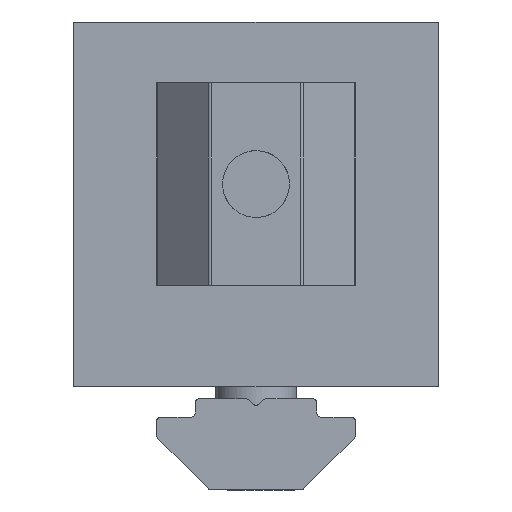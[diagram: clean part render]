
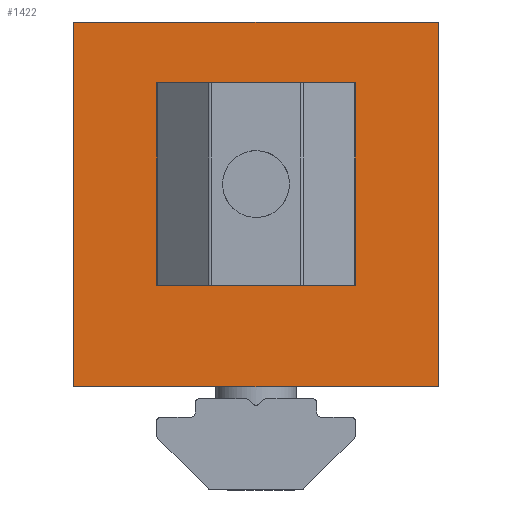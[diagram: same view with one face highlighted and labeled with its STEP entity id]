
A CAD part, front view. The second image highlights one B-rep face of the part: STEP entity #1422.
In plain terms, the highlighted face is planar.
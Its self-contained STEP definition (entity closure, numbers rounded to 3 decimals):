
#1422=ADVANCED_FACE('',(#1533,#1534),#1535,.T.);
#1533=FACE_BOUND('',#1702,.T.);
#1534=FACE_OUTER_BOUND('',#1703,.T.);
#1535=PLANE('',#1704);
#1702=EDGE_LOOP('',(#1905,#1906,#1907,#1908,#1909,#1910,#1911,#1912));
#1703=EDGE_LOOP('',(#1913,#1914,#1915,#1916));
#1704=AXIS2_PLACEMENT_3D('',#1917,#1918,#1919);
#1905=ORIENTED_EDGE('',*,*,#2509,.T.);
#1906=ORIENTED_EDGE('',*,*,#2510,.T.);
#1907=ORIENTED_EDGE('',*,*,#2511,.T.);
#1908=ORIENTED_EDGE('',*,*,#2488,.T.);
#1909=ORIENTED_EDGE('',*,*,#2482,.T.);
#1910=ORIENTED_EDGE('',*,*,#2485,.T.);
#1911=ORIENTED_EDGE('',*,*,#2512,.T.);
#1912=ORIENTED_EDGE('',*,*,#2513,.T.);
#1913=ORIENTED_EDGE('',*,*,#2514,.F.);
#1914=ORIENTED_EDGE('',*,*,#2515,.T.);
#1915=ORIENTED_EDGE('',*,*,#2500,.T.);
#1916=ORIENTED_EDGE('',*,*,#2516,.F.);
#1917=CARTESIAN_POINT('',(0.0,10.255,-9.0));
#1918=DIRECTION('',(-1.0,0.,0.0));
#1919=DIRECTION('',(0.,-1.0,0.0));
#2482=EDGE_CURVE('',#2677,#2681,#2683,.F.);
#2485=EDGE_CURVE('',#2681,#2686,#2688,.T.);
#2488=EDGE_CURVE('',#2690,#2677,#2693,.T.);
#2500=EDGE_CURVE('',#2710,#2715,#2717,.T.);
#2509=EDGE_CURVE('',#2734,#2735,#2736,.F.);
#2510=EDGE_CURVE('',#2735,#2737,#2738,.T.);
#2511=EDGE_CURVE('',#2737,#2690,#2739,.F.);
#2512=EDGE_CURVE('',#2686,#2740,#2741,.F.);
#2513=EDGE_CURVE('',#2740,#2734,#2742,.T.);
#2514=EDGE_CURVE('',#2743,#2744,#2745,.T.);
#2515=EDGE_CURVE('',#2743,#2710,#2746,.T.);
#2516=EDGE_CURVE('',#2744,#2715,#2747,.T.);
#2677=VERTEX_POINT('',#3006);
#2681=VERTEX_POINT('',#3011);
#2683=CIRCLE('',#3014,1.0);
#2686=VERTEX_POINT('',#3018);
#2688=LINE('',#3021,#3022);
#2690=VERTEX_POINT('',#3024);
#2693=LINE('',#3029,#3030);
#2710=VERTEX_POINT('',#3051);
#2715=VERTEX_POINT('',#3058);
#2717=LINE('',#3061,#3062);
#2734=VERTEX_POINT('',#3087);
#2735=VERTEX_POINT('',#3088);
#2736=CIRCLE('',#3089,1.0);
#2737=VERTEX_POINT('',#3090);
#2738=LINE('',#3091,#3092);
#2739=CIRCLE('',#3093,1.0);
#2740=VERTEX_POINT('',#3094);
#2741=CIRCLE('',#3095,1.0);
#2742=LINE('',#3096,#3097);
#2743=VERTEX_POINT('',#3098);
#2744=VERTEX_POINT('',#3099);
#2745=LINE('',#3100,#3101);
#2746=LINE('',#3102,#3103);
#2747=LINE('',#3104,#3105);
#3006=CARTESIAN_POINT('',(0.0,14.,1.15));
#3011=CARTESIAN_POINT('',(0.0,13.,2.15));
#3014=AXIS2_PLACEMENT_3D('',#3555,#3556,#3557);
#3018=CARTESIAN_POINT('',(0.0,8.,2.15));
#3021=CARTESIAN_POINT('',(0.0,10.255,2.15));
#3022=VECTOR('',#3560,1.0);
#3024=CARTESIAN_POINT('',(0.,14.,-1.15));
#3029=CARTESIAN_POINT('',(0.,14.,-9.0));
#3030=VECTOR('',#3563,1.0);
#3051=CARTESIAN_POINT('',(0.,0.0,-9.0));
#3058=CARTESIAN_POINT('',(0.,0.0,9.0));
#3061=CARTESIAN_POINT('',(0.,0.0,-9.0));
#3062=VECTOR('',#3583,1.0);
#3087=CARTESIAN_POINT('',(0.0,7.,-1.15));
#3088=CARTESIAN_POINT('',(0.0,8.,-2.15));
#3089=AXIS2_PLACEMENT_3D('',#3592,#3593,#3594);
#3090=CARTESIAN_POINT('',(0.0,13.,-2.15));
#3091=CARTESIAN_POINT('',(0.0,10.255,-2.15));
#3092=VECTOR('',#3595,1.0);
#3093=AXIS2_PLACEMENT_3D('',#3596,#3597,#3598);
#3094=CARTESIAN_POINT('',(0.0,7.,1.15));
#3095=AXIS2_PLACEMENT_3D('',#3599,#3600,#3601);
#3096=CARTESIAN_POINT('',(0.,7.,-9.0));
#3097=VECTOR('',#3602,1.0);
#3098=CARTESIAN_POINT('',(0.,18.0,-9.0));
#3099=CARTESIAN_POINT('',(0.,18.0,9.0));
#3100=CARTESIAN_POINT('',(0.0,18.0,-29.006));
#3101=VECTOR('',#3603,1.0);
#3102=CARTESIAN_POINT('',(0.0,10.255,-9.0));
#3103=VECTOR('',#3604,1.0);
#3104=CARTESIAN_POINT('',(0.0,10.255,9.0));
#3105=VECTOR('',#3605,1.0);
#3555=CARTESIAN_POINT('',(0.0,13.,1.15));
#3556=DIRECTION('',(-1.0,0.,0.0));
#3557=DIRECTION('',(0.,-1.0,0.0));
#3560=DIRECTION('',(0.,-1.0,0.0));
#3563=DIRECTION('',(0.0,0.0,1.0));
#3583=DIRECTION('',(0.0,0.0,1.0));
#3592=CARTESIAN_POINT('',(0.0,8.,-1.15));
#3593=DIRECTION('',(-1.0,0.,0.0));
#3594=DIRECTION('',(0.,-1.0,0.0));
#3595=DIRECTION('',(0.,1.0,0.0));
#3596=CARTESIAN_POINT('',(0.0,13.,-1.15));
#3597=DIRECTION('',(-1.0,0.,0.0));
#3598=DIRECTION('',(0.,-1.0,0.0));
#3599=CARTESIAN_POINT('',(0.0,8.,1.15));
#3600=DIRECTION('',(-1.0,0.,0.0));
#3601=DIRECTION('',(0.,-1.0,0.0));
#3602=DIRECTION('',(0.0,0.0,-1.0));
#3603=DIRECTION('',(0.0,0.0,1.0));
#3604=DIRECTION('',(0.,-1.0,0.0));
#3605=DIRECTION('',(0.,-1.0,0.0));
